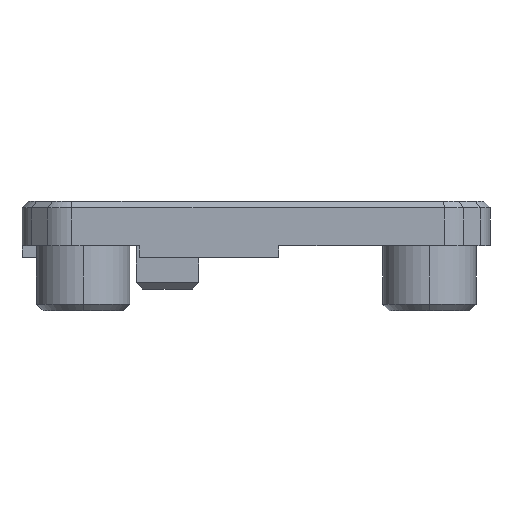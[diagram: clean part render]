
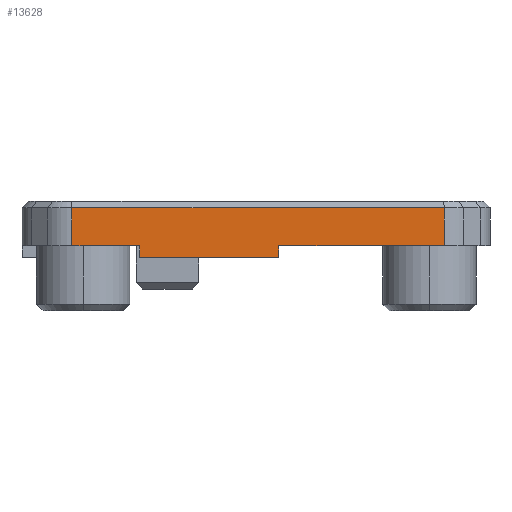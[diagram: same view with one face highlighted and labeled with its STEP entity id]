
A CAD part, left-side view. The second image highlights one B-rep face of the part: STEP entity #13628.
In plain terms, the highlighted planar face has unit normal (-1, 0, 0).
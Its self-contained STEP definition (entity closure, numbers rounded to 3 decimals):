
#47 = VECTOR ( 'NONE', #12527, 1000. ) ;
#418 = CARTESIAN_POINT ( 'NONE',  ( -4.47, 26.837, 7.75 ) ) ;
#883 = CARTESIAN_POINT ( 'NONE',  ( -4.47, 26.837, 4.9 ) ) ;
#1069 = VECTOR ( 'NONE', #1607, 1000. ) ;
#1125 = LINE ( 'NONE', #8279, #47 ) ;
#1184 = VECTOR ( 'NONE', #2648, 1000. ) ;
#1315 = EDGE_CURVE ( 'NONE', #14046, #15034, #3297, .T. ) ;
#1526 = CARTESIAN_POINT ( 'NONE',  ( -4.47, 21.739, 4. ) ) ;
#1607 = DIRECTION ( 'NONE',  ( 0., 1., 0. ) ) ;
#1721 = DIRECTION ( 'NONE',  ( 0., 0., -1. ) ) ;
#1922 = CARTESIAN_POINT ( 'NONE',  ( -4.47, -1.111, 7.75 ) ) ;
#2312 = LINE ( 'NONE', #2500, #16434 ) ;
#2500 = CARTESIAN_POINT ( 'NONE',  ( -4.47, -1.111, 7.9 ) ) ;
#2535 = DIRECTION ( 'NONE',  ( 0., 0., 1. ) ) ;
#2648 = DIRECTION ( 'NONE',  ( 0., 0., -1. ) ) ;
#2787 = EDGE_CURVE ( 'NONE', #6179, #17283, #1125, .T. ) ;
#3096 = LINE ( 'NONE', #14595, #1069 ) ;
#3297 = LINE ( 'NONE', #14531, #7537 ) ;
#3384 = VERTEX_POINT ( 'NONE', #1922 ) ;
#4032 = EDGE_CURVE ( 'NONE', #17283, #14261, #3096, .T. ) ;
#4565 = EDGE_CURVE ( 'NONE', #5423, #6179, #14753, .T. ) ;
#4569 = VECTOR ( 'NONE', #9423, 1000. ) ;
#4754 = DIRECTION ( 'NONE',  ( 0., 1., 0. ) ) ;
#5273 = FACE_OUTER_BOUND ( 'NONE', #10708, .T. ) ;
#5371 = ORIENTED_EDGE ( 'NONE', *, *, #4032, .F. ) ;
#5423 = VERTEX_POINT ( 'NONE', #14857 ) ;
#5618 = EDGE_CURVE ( 'NONE', #5423, #3384, #2312, .T. ) ;
#5668 = CARTESIAN_POINT ( 'NONE',  ( -4.47, 16.173, 4.9 ) ) ;
#5889 = CARTESIAN_POINT ( 'NONE',  ( -4.47, 11.296, 4. ) ) ;
#6179 = VERTEX_POINT ( 'NONE', #11764 ) ;
#6513 = LINE ( 'NONE', #12256, #4569 ) ;
#6992 = LINE ( 'NONE', #5668, #15690 ) ;
#7537 = VECTOR ( 'NONE', #1721, 1000. ) ;
#8072 = ORIENTED_EDGE ( 'NONE', *, *, #13456, .F. ) ;
#8214 = DIRECTION ( 'NONE',  ( 0., 1., 0. ) ) ;
#8279 = CARTESIAN_POINT ( 'NONE',  ( -4.47, 11.296, 4.9 ) ) ;
#9289 = ORIENTED_EDGE ( 'NONE', *, *, #2787, .F. ) ;
#9423 = DIRECTION ( 'NONE',  ( 0., -1., 0. ) ) ;
#10350 = EDGE_CURVE ( 'NONE', #16418, #14261, #14130, .T. ) ;
#10708 = EDGE_LOOP ( 'NONE', ( #17067, #13564, #8072, #16623, #5371, #9289, #11839, #12415 ) ) ;
#11008 = CARTESIAN_POINT ( 'NONE',  ( -4.47, 19.329, 7.9 ) ) ;
#11764 = CARTESIAN_POINT ( 'NONE',  ( -4.47, 11.296, 4.9 ) ) ;
#11839 = ORIENTED_EDGE ( 'NONE', *, *, #4565, .F. ) ;
#12256 = CARTESIAN_POINT ( 'NONE',  ( -4.47, 16.173, 7.75 ) ) ;
#12415 = ORIENTED_EDGE ( 'NONE', *, *, #5618, .T. ) ;
#12527 = DIRECTION ( 'NONE',  ( 0., 0., -1. ) ) ;
#13426 = CARTESIAN_POINT ( 'NONE',  ( -4.47, 16.173, 4.9 ) ) ;
#13456 = EDGE_CURVE ( 'NONE', #16418, #15034, #6992, .T. ) ;
#13564 = ORIENTED_EDGE ( 'NONE', *, *, #1315, .T. ) ;
#13628 = ADVANCED_FACE ( 'NONE', ( #5273 ), #15456, .T. ) ;
#13800 = CARTESIAN_POINT ( 'NONE',  ( -4.47, 21.739, 4.9 ) ) ;
#14046 = VERTEX_POINT ( 'NONE', #418 ) ;
#14130 = LINE ( 'NONE', #15199, #1184 ) ;
#14261 = VERTEX_POINT ( 'NONE', #1526 ) ;
#14299 = VECTOR ( 'NONE', #4754, 1000. ) ;
#14531 = CARTESIAN_POINT ( 'NONE',  ( -4.47, 26.837, 7.9 ) ) ;
#14595 = CARTESIAN_POINT ( 'NONE',  ( -4.47, 11.296, 4. ) ) ;
#14670 = EDGE_CURVE ( 'NONE', #14046, #3384, #6513, .T. ) ;
#14753 = LINE ( 'NONE', #13426, #14299 ) ;
#14857 = CARTESIAN_POINT ( 'NONE',  ( -4.47, -1.111, 4.9 ) ) ;
#15034 = VERTEX_POINT ( 'NONE', #883 ) ;
#15087 = AXIS2_PLACEMENT_3D ( 'NONE', #11008, #16756, #2535 ) ;
#15199 = CARTESIAN_POINT ( 'NONE',  ( -4.47, 21.739, 4.9 ) ) ;
#15456 = PLANE ( 'NONE',  #15087 ) ;
#15690 = VECTOR ( 'NONE', #8214, 1000. ) ;
#16418 = VERTEX_POINT ( 'NONE', #13800 ) ;
#16434 = VECTOR ( 'NONE', #18208, 1000. ) ;
#16623 = ORIENTED_EDGE ( 'NONE', *, *, #10350, .T. ) ;
#16756 = DIRECTION ( 'NONE',  ( -1., 0., 0. ) ) ;
#17067 = ORIENTED_EDGE ( 'NONE', *, *, #14670, .F. ) ;
#17283 = VERTEX_POINT ( 'NONE', #5889 ) ;
#18208 = DIRECTION ( 'NONE',  ( 0., 0., 1. ) ) ;
